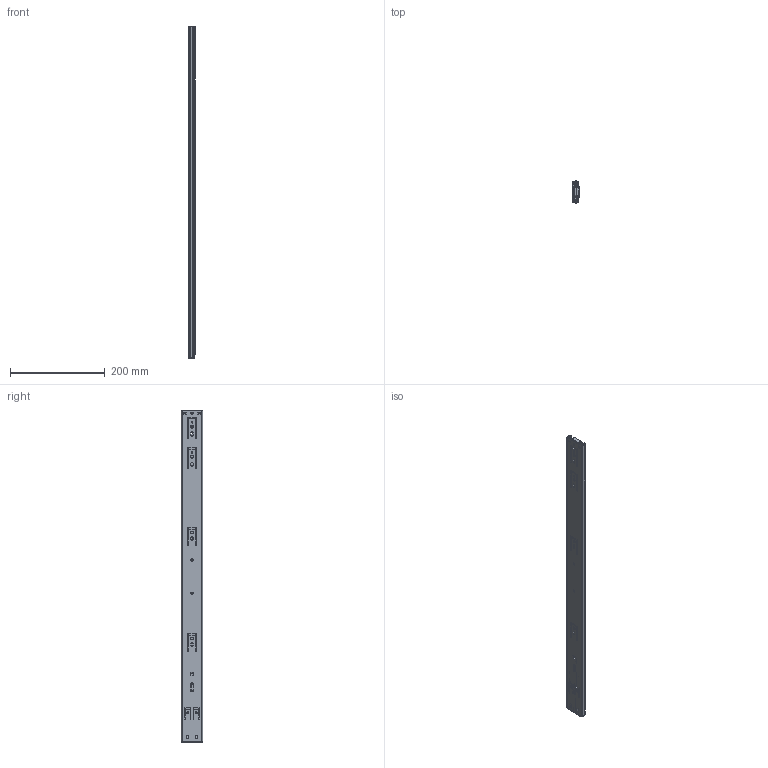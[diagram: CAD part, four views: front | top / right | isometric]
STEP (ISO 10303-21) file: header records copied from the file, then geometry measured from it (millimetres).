
FILE_DESCRIPTION (( 'STEP AP214' ), '1' );
FILE_NAME ('FR_5046.0700mm_28inch_ECD_closed.STEP', '2022-10-31T10:03:42', ( '' ), ( '' ), 'SwSTEP 2.0', 'SolidWorks 2020', '' );
FILE_SCHEMA (( 'AUTOMOTIVE_DESIGN' ));
Length unit declared in the file: millimetre
Products named in the file (17): 5046 ECD BOLT; FR5046 ECD CATCH; 5046 ECD_ECD geschlossen; 5046 Damper Rod; Anschlag Mittelprofiel; 5046.XXX-02.C001A_NL  700; 5046.XXX-03.C001A_NL  700; 5046.XXX-01.C001A_NL  700; 5046.XXX-01.C001A_NL  700 geschlossen; Niete; FR_5046.0700mm_28inch_ECD_closed; 5046 ECD SLIDER; AHS; 5046 ECD; 5046 Damper Base
Assembly tree (17 placements, depth 4):
  FR_5046.0700mm_28inch_ECD_closed
    5046.XXX-01.C001A_NL  700 geschlossen
      5046.XXX-01.C001A_NL  700
      5046 ECD_ECD geschlossen
        5046 ECD
        5046 ECD SLIDER
        5046 ECD BOLT
        5046 Damper Base
        5046 Damper Rod
    5046.XXX-02.C001A_NL  700
      5046.XXX-02.C001A_NL  700
      Anschlag Mittelprofiel
    5046.XXX-03.C001A_NL  700
      5046.XXX-03.C001A_NL  700
      AHS
      Niete  x2
      FR5046 ECD CATCH
Bounding box: 12.7 x 45.46 x 701.8 mm (x, y, z)
Volume: 143892.6 mm3; surface area: 231222.8 mm2
Topology: 13 solids, 13 shells, 1066 faces, 2837 edges, 1789 vertices
Faces by surface type: plane 615, cylinder 413, bspline 16, torus 12, cone 7, sphere 3
Entity records: 33983 total; most frequent: CARTESIAN_POINT 6571, DIRECTION 5639, ORIENTED_EDGE 5608, EDGE_CURVE 2804, VECTOR 1909, LINE 1909, AXIS2_PLACEMENT_3D 1865, VERTEX_POINT 1771
